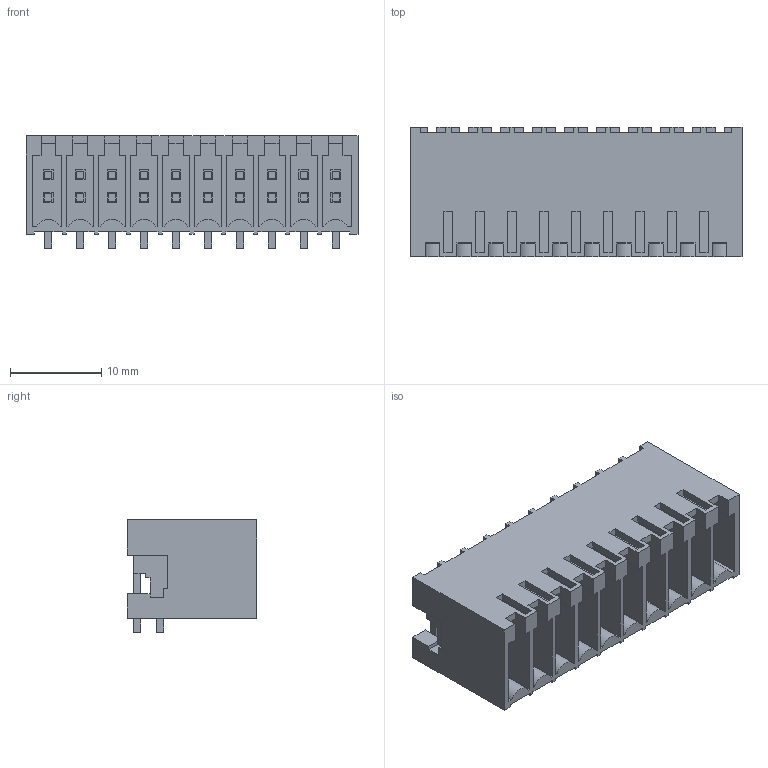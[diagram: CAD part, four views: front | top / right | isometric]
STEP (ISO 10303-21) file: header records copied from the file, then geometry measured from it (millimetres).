
FILE_DESCRIPTION(('CATIA V5 STEP Exchange','CAx-IF Rec.Pracs.--- Model Styling and Organization---1.2---2011-12-15'),'2;1');
FILE_NAME ('D1450663_0', '2018-03-29T10:03:39+00:00', ('none'), ('Weidmueller'), 'CATIA Version 5-6 Release 2014', 'CATIA V5 STEP AP214', 'none');
FILE_SCHEMA(('AUTOMOTIVE_DESIGN { 1 0 10303 214 1 1 1 1 }'));
Length unit declared in the file: millimetre
Products named in the file (1): 1289730000
Bounding box: 36.4 x 14.2 x 12.3 mm (x, y, z)
Volume: 2810 mm3; surface area: 6354.3 mm2
Topology: 21 solids, 21 shells, 754 faces, 2198 edges, 1503 vertices
Faces by surface type: plane 734, cylinder 20
Entity records: 22525 total; most frequent: ORIENTED_EDGE 4396, CARTESIAN_POINT 4034, DIRECTION 2862, EDGE_CURVE 2198, VECTOR 2158, LINE 2158, VERTEX_POINT 1503, EDGE_LOOP 811
